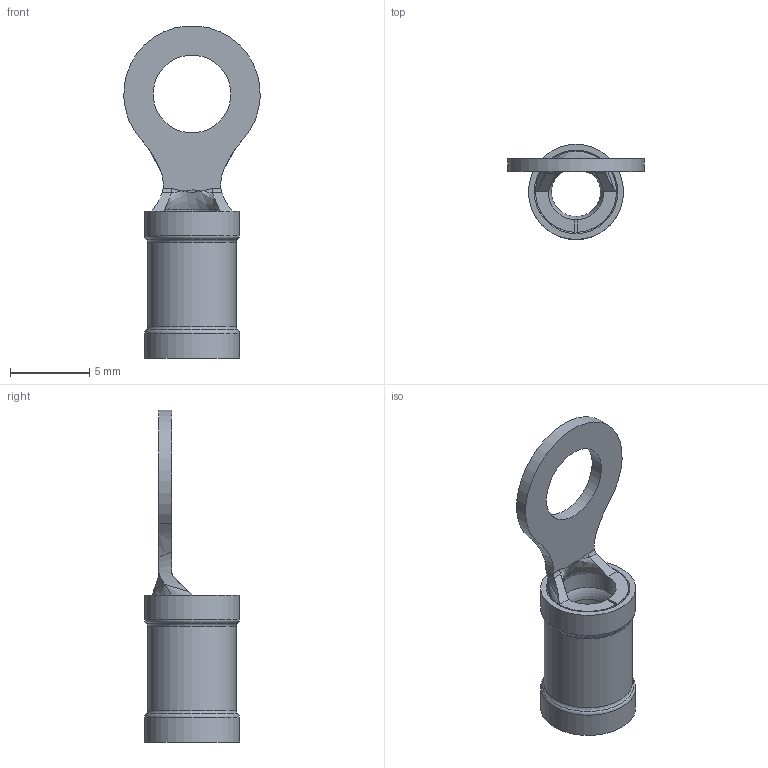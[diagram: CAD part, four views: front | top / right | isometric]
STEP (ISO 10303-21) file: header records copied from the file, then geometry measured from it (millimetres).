
FILE_DESCRIPTION(/* description */ (''),/* implementation_level */ '2;1');
FILE_NAME(/* name */ '13-64.stp',/* time_stamp */ '2013-07-20T18:04:41-04:00',/* author */ ('Saville'),/* organization */ (''),/* preprocessor_version */ 'ST-DEVELOPER v15.2',/* originating_system */ 'Autodesk Inventor 2014',/* authorisation */ '');
FILE_SCHEMA (('AUTOMOTIVE_DESIGN { 1 0 10303 214 3 1 1 }'));
Length unit declared in the file: inch
Products named in the file (1): 13-64
Bounding box: 8.6 x 5.99 x 20.94 mm (x, y, z)
Volume: 192.9 mm3; surface area: 691.1 mm2
Topology: 2 solids, 2 shells, 49 faces, 131 edges, 79 vertices
Faces by surface type: cylinder 16, plane 12, bspline 12, torus 8, cone 1
Full cylindrical faces by diameter (mm): 3.099 x1, 3.531 x1, 4.674 x2, 4.902 x1, 5.105 x3, 5.563 x1, 5.994 x2
Entity records: 1802 total; most frequent: CARTESIAN_POINT 755, ORIENTED_EDGE 200, DIRECTION 181, EDGE_CURVE 100, AXIS2_PLACEMENT_3D 79, EDGE_LOOP 74, VERTEX_POINT 74, ADVANCED_FACE 49
